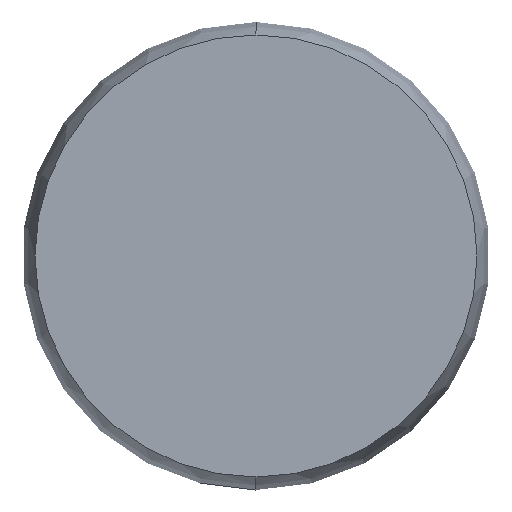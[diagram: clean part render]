
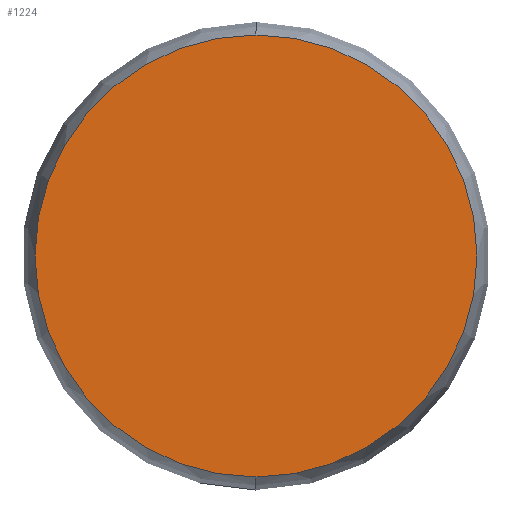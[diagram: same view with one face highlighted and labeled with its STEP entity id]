
A CAD part, left-side view. The second image highlights one B-rep face of the part: STEP entity #1224.
In plain terms, the highlighted planar face has unit normal (-1, 0, 0).
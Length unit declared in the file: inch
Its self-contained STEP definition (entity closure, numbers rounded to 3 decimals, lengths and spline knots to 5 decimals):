
#69 = EDGE_LOOP ( 'NONE', ( #1232, #3745 ) ) ;
#229 = CARTESIAN_POINT ( 'NONE',  ( 0., 0., -0.053 ) ) ;
#454 = EDGE_CURVE ( 'NONE', #3793, #1343, #932, .T. ) ;
#723 = CARTESIAN_POINT ( 'NONE',  ( 0., 0., 0.053 ) ) ;
#733 = CARTESIAN_POINT ( 'NONE',  ( 0., 0., 0. ) ) ;
#932 = CIRCLE ( 'NONE', #2583, 0.053 ) ;
#1048 = FACE_OUTER_BOUND ( 'NONE', #69, .T. ) ;
#1057 = DIRECTION ( 'NONE',  ( 0., 0., 1. ) ) ;
#1190 = DIRECTION ( 'NONE',  ( 0., 0., 1. ) ) ;
#1224 = ADVANCED_FACE ( 'NONE', ( #1048 ), #3075, .F. ) ;
#1232 = ORIENTED_EDGE ( 'NONE', *, *, #454, .T. ) ;
#1343 = VERTEX_POINT ( 'NONE', #229 ) ;
#1532 = CARTESIAN_POINT ( 'NONE',  ( 0., 0., 0. ) ) ;
#2359 = AXIS2_PLACEMENT_3D ( 'NONE', #733, #2978, #1057 ) ;
#2383 = CIRCLE ( 'NONE', #2359, 0.053 ) ;
#2583 = AXIS2_PLACEMENT_3D ( 'NONE', #1532, #3733, #1190 ) ;
#2978 = DIRECTION ( 'NONE',  ( -1., 0., 0. ) ) ;
#3075 = PLANE ( 'NONE',  #3382 ) ;
#3125 = CARTESIAN_POINT ( 'NONE',  ( 0., 0.04725, 0. ) ) ;
#3134 = DIRECTION ( 'NONE',  ( 1., 0., 0. ) ) ;
#3146 = DIRECTION ( 'NONE',  ( 0., 0., -1. ) ) ;
#3382 = AXIS2_PLACEMENT_3D ( 'NONE', #3125, #3134, #3146 ) ;
#3733 = DIRECTION ( 'NONE',  ( -1., 0., 0. ) ) ;
#3745 = ORIENTED_EDGE ( 'NONE', *, *, #3851, .T. ) ;
#3793 = VERTEX_POINT ( 'NONE', #723 ) ;
#3851 = EDGE_CURVE ( 'NONE', #1343, #3793, #2383, .T. ) ;
